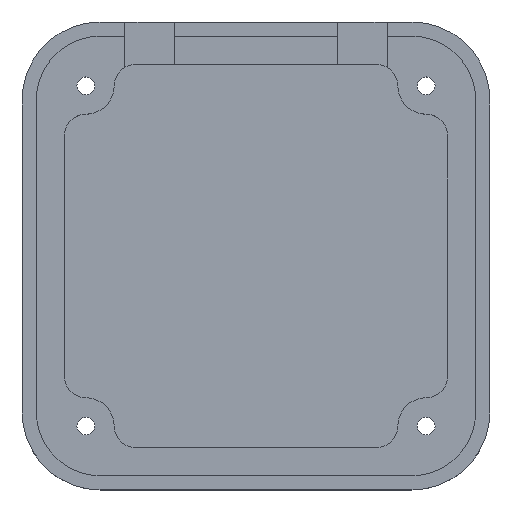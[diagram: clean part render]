
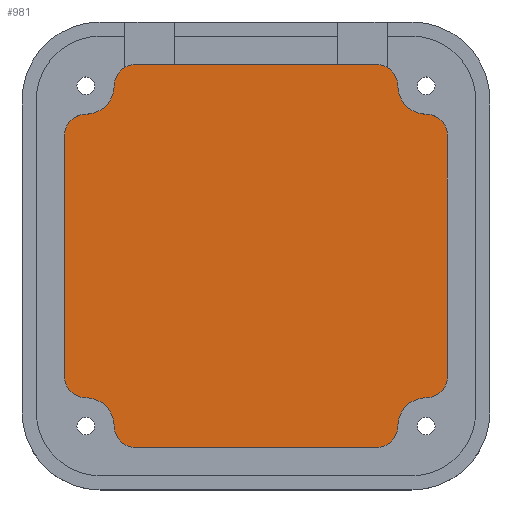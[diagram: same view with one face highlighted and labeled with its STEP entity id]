
A CAD part, top view. The second image highlights one B-rep face of the part: STEP entity #981.
In plain terms, the highlighted planar face has unit normal (0, 0, 1).
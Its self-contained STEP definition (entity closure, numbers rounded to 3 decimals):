
#77=CIRCLE('',#1077,3.);
#78=CIRCLE('',#1078,4.);
#79=CIRCLE('',#1079,3.);
#80=CIRCLE('',#1080,3.);
#81=CIRCLE('',#1081,4.);
#82=CIRCLE('',#1082,3.);
#83=CIRCLE('',#1083,3.);
#84=CIRCLE('',#1084,4.);
#85=CIRCLE('',#1085,3.);
#86=CIRCLE('',#1086,3.);
#87=CIRCLE('',#1087,4.);
#88=CIRCLE('',#1088,3.);
#111=FACE_OUTER_BOUND('',#166,.T.);
#166=EDGE_LOOP('',(#759,#760,#761,#762,#763,#764,#765,#766,#767,#768,#769,
#770,#771,#772,#773,#774,#775));
#236=LINE('',#1501,#333);
#263=LINE('',#1609,#360);
#264=LINE('',#1622,#361);
#265=LINE('',#1630,#362);
#266=LINE('',#1637,#363);
#333=VECTOR('',#1182,10.);
#360=VECTOR('',#1281,10.);
#361=VECTOR('',#1294,10.);
#362=VECTOR('',#1301,10.);
#363=VECTOR('',#1308,10.);
#427=VERTEX_POINT('',#1498);
#428=VERTEX_POINT('',#1500);
#472=VERTEX_POINT('',#1607);
#473=VERTEX_POINT('',#1608);
#474=VERTEX_POINT('',#1610);
#475=VERTEX_POINT('',#1612);
#476=VERTEX_POINT('',#1615);
#477=VERTEX_POINT('',#1617);
#478=VERTEX_POINT('',#1619);
#479=VERTEX_POINT('',#1621);
#480=VERTEX_POINT('',#1623);
#481=VERTEX_POINT('',#1625);
#482=VERTEX_POINT('',#1627);
#483=VERTEX_POINT('',#1629);
#484=VERTEX_POINT('',#1631);
#485=VERTEX_POINT('',#1633);
#486=VERTEX_POINT('',#1635);
#530=EDGE_CURVE('',#427,#428,#236,.T.);
#585=EDGE_CURVE('',#472,#473,#263,.T.);
#586=EDGE_CURVE('',#474,#472,#77,.T.);
#587=EDGE_CURVE('',#475,#474,#78,.T.);
#588=EDGE_CURVE('',#428,#475,#79,.T.);
#589=EDGE_CURVE('',#476,#427,#80,.T.);
#590=EDGE_CURVE('',#477,#476,#81,.T.);
#591=EDGE_CURVE('',#478,#477,#82,.T.);
#592=EDGE_CURVE('',#479,#478,#264,.T.);
#593=EDGE_CURVE('',#480,#479,#83,.T.);
#594=EDGE_CURVE('',#481,#480,#84,.T.);
#595=EDGE_CURVE('',#482,#481,#85,.T.);
#596=EDGE_CURVE('',#483,#482,#265,.T.);
#597=EDGE_CURVE('',#484,#483,#86,.T.);
#598=EDGE_CURVE('',#485,#484,#87,.T.);
#599=EDGE_CURVE('',#486,#485,#88,.T.);
#600=EDGE_CURVE('',#473,#486,#266,.T.);
#759=ORIENTED_EDGE('',*,*,#585,.F.);
#760=ORIENTED_EDGE('',*,*,#586,.F.);
#761=ORIENTED_EDGE('',*,*,#587,.F.);
#762=ORIENTED_EDGE('',*,*,#588,.F.);
#763=ORIENTED_EDGE('',*,*,#530,.F.);
#764=ORIENTED_EDGE('',*,*,#589,.F.);
#765=ORIENTED_EDGE('',*,*,#590,.F.);
#766=ORIENTED_EDGE('',*,*,#591,.F.);
#767=ORIENTED_EDGE('',*,*,#592,.F.);
#768=ORIENTED_EDGE('',*,*,#593,.F.);
#769=ORIENTED_EDGE('',*,*,#594,.F.);
#770=ORIENTED_EDGE('',*,*,#595,.F.);
#771=ORIENTED_EDGE('',*,*,#596,.F.);
#772=ORIENTED_EDGE('',*,*,#597,.F.);
#773=ORIENTED_EDGE('',*,*,#598,.F.);
#774=ORIENTED_EDGE('',*,*,#599,.F.);
#775=ORIENTED_EDGE('',*,*,#600,.F.);
#954=PLANE('',#1076);
#981=ADVANCED_FACE('',(#111),#954,.F.);
#1076=AXIS2_PLACEMENT_3D('',#1606,#1279,#1280);
#1077=AXIS2_PLACEMENT_3D('',#1611,#1282,#1283);
#1078=AXIS2_PLACEMENT_3D('',#1613,#1284,#1285);
#1079=AXIS2_PLACEMENT_3D('',#1614,#1286,#1287);
#1080=AXIS2_PLACEMENT_3D('',#1616,#1288,#1289);
#1081=AXIS2_PLACEMENT_3D('',#1618,#1290,#1291);
#1082=AXIS2_PLACEMENT_3D('',#1620,#1292,#1293);
#1083=AXIS2_PLACEMENT_3D('',#1624,#1295,#1296);
#1084=AXIS2_PLACEMENT_3D('',#1626,#1297,#1298);
#1085=AXIS2_PLACEMENT_3D('',#1628,#1299,#1300);
#1086=AXIS2_PLACEMENT_3D('',#1632,#1302,#1303);
#1087=AXIS2_PLACEMENT_3D('',#1634,#1304,#1305);
#1088=AXIS2_PLACEMENT_3D('',#1636,#1306,#1307);
#1182=DIRECTION('',(1.,0.,0.));
#1279=DIRECTION('center_axis',(0.,0.,-1.));
#1280=DIRECTION('ref_axis',(-1.,0.,0.));
#1281=DIRECTION('',(0.,-1.,0.));
#1282=DIRECTION('center_axis',(0.,0.,-1.));
#1283=DIRECTION('ref_axis',(1.,0.,0.));
#1284=DIRECTION('center_axis',(0.,0.,1.));
#1285=DIRECTION('ref_axis',(-1.,0.,0.));
#1286=DIRECTION('center_axis',(0.,0.,-1.));
#1287=DIRECTION('ref_axis',(1.,0.,0.));
#1288=DIRECTION('center_axis',(0.,0.,-1.));
#1289=DIRECTION('ref_axis',(0.,1.,0.));
#1290=DIRECTION('center_axis',(0.,0.,1.));
#1291=DIRECTION('ref_axis',(0.,-1.,0.));
#1292=DIRECTION('center_axis',(0.,0.,-1.));
#1293=DIRECTION('ref_axis',(0.,1.,0.));
#1294=DIRECTION('',(0.,1.,0.));
#1295=DIRECTION('center_axis',(0.,0.,-1.));
#1296=DIRECTION('ref_axis',(-1.,0.,0.));
#1297=DIRECTION('center_axis',(0.,0.,1.));
#1298=DIRECTION('ref_axis',(1.,0.,0.));
#1299=DIRECTION('center_axis',(0.,0.,-1.));
#1300=DIRECTION('ref_axis',(-1.,0.,0.));
#1301=DIRECTION('',(-1.,0.,0.));
#1302=DIRECTION('center_axis',(0.,0.,-1.));
#1303=DIRECTION('ref_axis',(0.,-1.,0.));
#1304=DIRECTION('center_axis',(0.,0.,1.));
#1305=DIRECTION('ref_axis',(0.,1.,0.));
#1306=DIRECTION('center_axis',(0.,0.,-1.));
#1307=DIRECTION('ref_axis',(0.,-1.,0.));
#1308=DIRECTION('',(0.,-1.,0.));
#1498=CARTESIAN_POINT('',(-17.001,27.,-4.));
#1500=CARTESIAN_POINT('',(17.001,27.,-4.));
#1501=CARTESIAN_POINT('',(8.501,27.,-4.));
#1606=CARTESIAN_POINT('Origin',(0.,0.,
-4.));
#1607=CARTESIAN_POINT('',(27.,17.,-4.));
#1608=CARTESIAN_POINT('',(27.,8.,-4.));
#1609=CARTESIAN_POINT('',(27.,4.,-4.));
#1610=CARTESIAN_POINT('',(24.,20.,-4.));
#1611=CARTESIAN_POINT('Origin',(24.,17.,-4.));
#1612=CARTESIAN_POINT('',(20.,24.,-4.));
#1613=CARTESIAN_POINT('Origin',(24.,24.,-4.));
#1614=CARTESIAN_POINT('Origin',(17.,24.,-4.));
#1615=CARTESIAN_POINT('',(-20.,24.,-4.));
#1616=CARTESIAN_POINT('Origin',(-17.,24.,-4.));
#1617=CARTESIAN_POINT('',(-24.,20.,-4.));
#1618=CARTESIAN_POINT('Origin',(-24.,24.,-4.));
#1619=CARTESIAN_POINT('',(-27.,17.,-4.));
#1620=CARTESIAN_POINT('Origin',(-24.,17.,-4.));
#1621=CARTESIAN_POINT('',(-27.,-17.,-4.));
#1622=CARTESIAN_POINT('',(-27.,8.5,-4.));
#1623=CARTESIAN_POINT('',(-24.,-20.,-4.));
#1624=CARTESIAN_POINT('Origin',(-24.,-17.,-4.));
#1625=CARTESIAN_POINT('',(-20.,-24.,-4.));
#1626=CARTESIAN_POINT('Origin',(-24.,-24.,-4.));
#1627=CARTESIAN_POINT('',(-17.,-27.,-4.));
#1628=CARTESIAN_POINT('Origin',(-17.,-24.,-4.));
#1629=CARTESIAN_POINT('',(17.,-27.,-4.));
#1630=CARTESIAN_POINT('',(-8.5,-27.,-4.));
#1631=CARTESIAN_POINT('',(20.,-24.,-4.));
#1632=CARTESIAN_POINT('Origin',(17.,-24.,-4.));
#1633=CARTESIAN_POINT('',(24.,-20.,-4.));
#1634=CARTESIAN_POINT('Origin',(24.,-24.,-4.));
#1635=CARTESIAN_POINT('',(27.,-17.,-4.));
#1636=CARTESIAN_POINT('Origin',(24.,-17.,-4.));
#1637=CARTESIAN_POINT('',(27.,-8.5,-4.));
